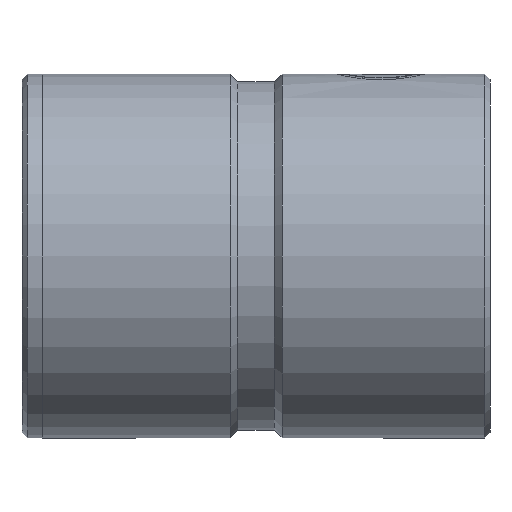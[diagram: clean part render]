
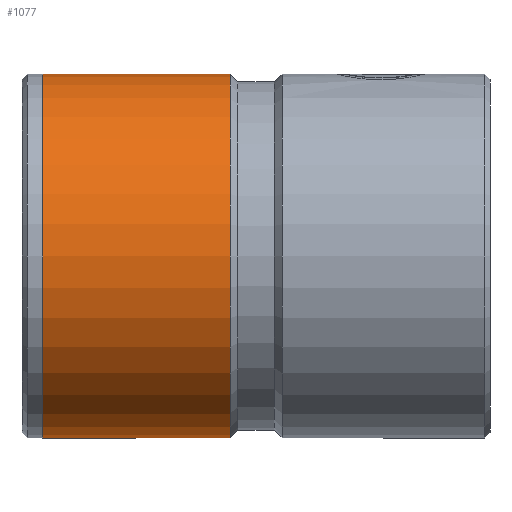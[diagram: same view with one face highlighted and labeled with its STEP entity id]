
A CAD part, left-side view. The second image highlights one B-rep face of the part: STEP entity #1077.
In plain terms, the highlighted cylindrical face has radius 35 mm (diameter 70 mm), a partial arc.
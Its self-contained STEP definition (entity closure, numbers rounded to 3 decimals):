
#10 = VERTEX_POINT ( 'NONE', #837 ) ;
#23 = CARTESIAN_POINT ( 'NONE',  ( 0., 86., 0. ) ) ;
#48 = DIRECTION ( 'NONE',  ( 0., -1., 0. ) ) ;
#143 = DIRECTION ( 'NONE',  ( 0., 0., -1. ) ) ;
#202 = ORIENTED_EDGE ( 'NONE', *, *, #1080, .F. ) ;
#221 = DIRECTION ( 'NONE',  ( 0., -1., 0. ) ) ;
#272 = EDGE_LOOP ( 'NONE', ( #1619, #410, #456, #202 ) ) ;
#277 = VECTOR ( 'NONE', #1410, 1000. ) ;
#296 = AXIS2_PLACEMENT_3D ( 'NONE', #585, #1520, #718 ) ;
#335 = CARTESIAN_POINT ( 'NONE',  ( 0., 50., 35. ) ) ;
#347 = CIRCLE ( 'NONE', #296, 35. ) ;
#394 = VECTOR ( 'NONE', #221, 1000. ) ;
#395 = VERTEX_POINT ( 'NONE', #566 ) ;
#410 = ORIENTED_EDGE ( 'NONE', *, *, #539, .T. ) ;
#455 = CARTESIAN_POINT ( 'NONE',  ( 0., 0., 0. ) ) ;
#456 = ORIENTED_EDGE ( 'NONE', *, *, #659, .T. ) ;
#508 = VERTEX_POINT ( 'NONE', #335 ) ;
#539 = EDGE_CURVE ( 'NONE', #764, #10, #1108, .T. ) ;
#566 = CARTESIAN_POINT ( 'NONE',  ( 0., 50., -35. ) ) ;
#585 = CARTESIAN_POINT ( 'NONE',  ( 0., 50., 0. ) ) ;
#640 = AXIS2_PLACEMENT_3D ( 'NONE', #455, #48, #1106 ) ;
#659 = EDGE_CURVE ( 'NONE', #10, #395, #1331, .T. ) ;
#718 = DIRECTION ( 'NONE',  ( 0., 0., -1. ) ) ;
#764 = VERTEX_POINT ( 'NONE', #1053 ) ;
#837 = CARTESIAN_POINT ( 'NONE',  ( 0., 86., -35. ) ) ;
#936 = DIRECTION ( 'NONE',  ( 0., -1., 0. ) ) ;
#1053 = CARTESIAN_POINT ( 'NONE',  ( 0., 86., 35. ) ) ;
#1077 = ADVANCED_FACE ( 'NONE', ( #1407 ), #1348, .T. ) ;
#1080 = EDGE_CURVE ( 'NONE', #508, #395, #347, .T. ) ;
#1106 = DIRECTION ( 'NONE',  ( 0., 0., -1. ) ) ;
#1108 = CIRCLE ( 'NONE', #1226, 35. ) ;
#1140 = CARTESIAN_POINT ( 'NONE',  ( 0., 0., 35. ) ) ;
#1226 = AXIS2_PLACEMENT_3D ( 'NONE', #23, #936, #143 ) ;
#1279 = CARTESIAN_POINT ( 'NONE',  ( 0., 0., -35. ) ) ;
#1331 = LINE ( 'NONE', #1279, #277 ) ;
#1348 = CYLINDRICAL_SURFACE ( 'NONE', #640, 35. ) ;
#1349 = EDGE_CURVE ( 'NONE', #764, #508, #1426, .T. ) ;
#1407 = FACE_OUTER_BOUND ( 'NONE', #272, .T. ) ;
#1410 = DIRECTION ( 'NONE',  ( 0., -1., 0. ) ) ;
#1426 = LINE ( 'NONE', #1140, #394 ) ;
#1520 = DIRECTION ( 'NONE',  ( 0., -1., 0. ) ) ;
#1619 = ORIENTED_EDGE ( 'NONE', *, *, #1349, .F. ) ;
